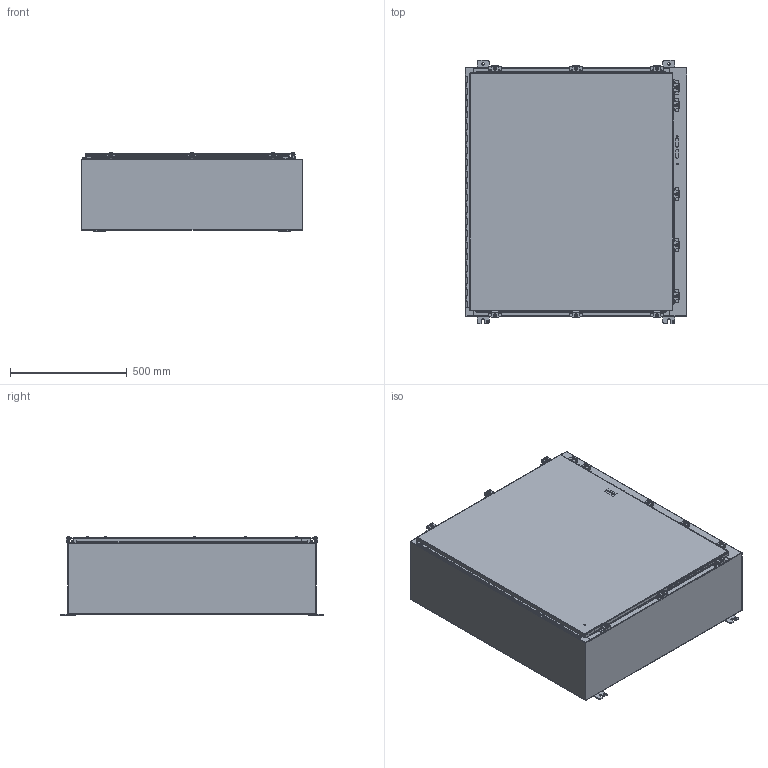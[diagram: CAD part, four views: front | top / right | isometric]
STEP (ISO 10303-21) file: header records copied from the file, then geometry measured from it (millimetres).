
FILE_DESCRIPTION(/* description */ ('SN4 BACK AND SIDES (42X37X12)'),/* implementation_level */ '2;1');
FILE_NAME(/* name */ 'SN4423712.stp',/* time_stamp */ '2016-11-29T13:24:53-06:00',/* author */ ('djett'),/* organization */ (''),/* preprocessor_version */ 'ST-DEVELOPER v16.1',/* originating_system */ 'Autodesk Inventor 2016',/* authorisation */ '');
FILE_SCHEMA (('AUTOMOTIVE_DESIGN { 1 0 10303 214 3 1 1 }'));
Length unit declared in the file: inch
Products named in the file (21): SN4423712BLR; 3889; 34840; SN44237LID; 38811; HFW3092; 349129; 38846; SN43712TOP; SN43712BTM; 328135T; 328135L; 328135P; 328135; 30824-1; 30824-2; 30824-3; 30824-4; 30824; 30817; SN4423712
Assembly tree (52 placements, depth 3):
  SN4423712
    SN4423712BLR
    3889  x8
    34840  x4
    SN44237LID
    38811  x2
    HFW3092
    349129  x2
    38846
    SN43712TOP
    SN43712BTM
    328135
      328135T
      328135L
      328135P
    30824  x11
      30824-1
      30824-2
      30824-3
      30824-4
    30817  x11
Bounding box: 949.33 x 1130.3 x 338.45 mm (x, y, z)
Volume: 6716028.6 mm3; surface area: 7156434 mm2
Topology: 80 solids, 80 shells, 2200 faces, 5683 edges, 3716 vertices
Faces by surface type: plane 1203, cylinder 681, bspline 135, sphere 66, torus 63, cone 52
Full cylindrical faces by diameter (mm): 2.794 x44, 2.921 x2, 3.048 x1, 3.962 x2, 4.826 x2, 5.359 x11, 6.35 x14, 7.137 x13, 7.95 x4, 8.382 x16, 8.56 x1, 8.89 x11, 11.125 x4, 12.7 x11, 13.208 x11, 15.875 x8
Entity records: 27255 total; most frequent: CARTESIAN_POINT 6253, DIRECTION 4229, ORIENTED_EDGE 4226, EDGE_CURVE 2113, LINE 1533, VECTOR 1533, VERTEX_POINT 1410, AXIS2_PLACEMENT_3D 1348
